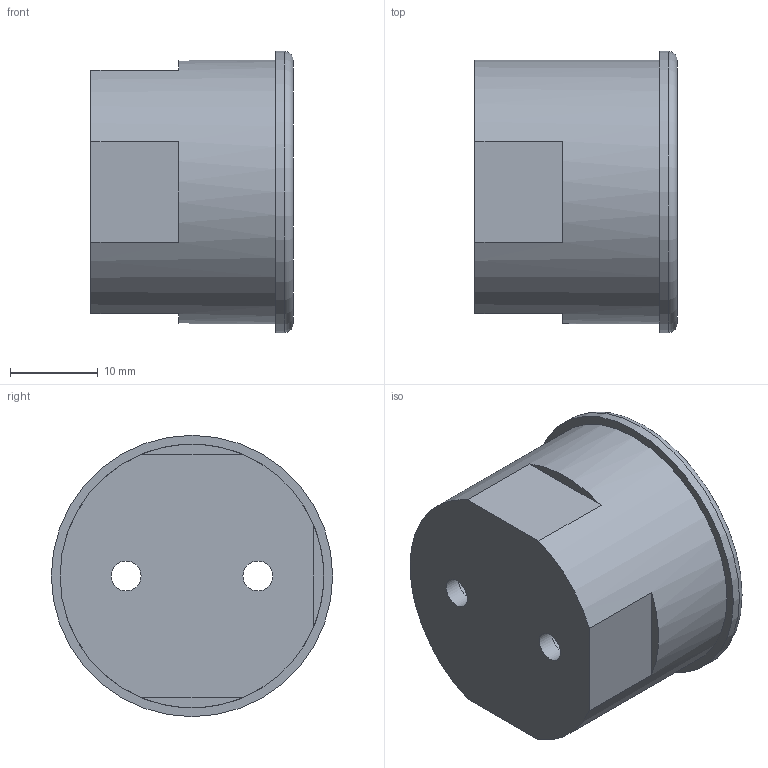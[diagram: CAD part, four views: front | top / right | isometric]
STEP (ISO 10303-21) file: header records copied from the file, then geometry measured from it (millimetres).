
FILE_DESCRIPTION(/* description */ (''),/* implementation_level */ '2;1');
FILE_NAME(/* name */ 'shaft_stopper.step',/* time_stamp */ '2026-02-16T15:34:33-08:00',/* author */ (''),/* organization */ (''),/* preprocessor_version */ 'ST-DEVELOPER v20.1',/* originating_system */ 'Autodesk Translation Framework v14.24.0.0',/* authorisation */ '');
FILE_SCHEMA (('AUTOMOTIVE_DESIGN { 1 0 10303 214 3 1 1 }'));
Length unit declared in the file: millimetre
Products named in the file (4): Manuel 1.0; V4 robot arm; Elbow (2); Shaft stopper (2)
Assembly tree (3 placements, depth 4):
  Manuel 1.0
    V4 robot arm
      Elbow (2)
        Shaft stopper (2)
Bounding box: 23 x 32 x 32 mm (x, y, z)
Volume: 14943.2 mm3; surface area: 4534.2 mm2
Topology: 1 solids, 1 shells, 18 faces, 39 edges, 26 vertices
Faces by surface type: plane 11, cylinder 6, torus 1
Full cylindrical faces by diameter (mm): 3.4 x2, 6 x2, 30 x1, 32 x1
Entity records: 612 total; most frequent: DIRECTION 110, CARTESIAN_POINT 90, ORIENTED_EDGE 78, AXIS2_PLACEMENT_3D 46, EDGE_CURVE 39, VERTEX_POINT 26, EDGE_LOOP 25, CIRCLE 21
